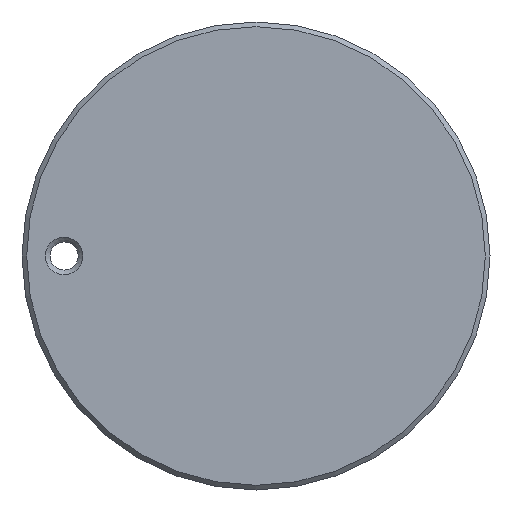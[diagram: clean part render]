
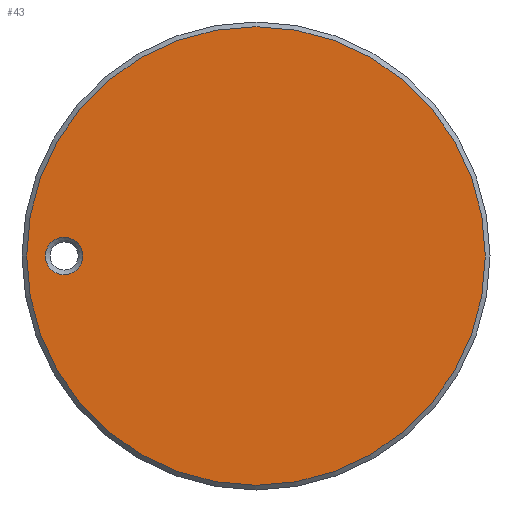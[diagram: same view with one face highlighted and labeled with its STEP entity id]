
A CAD part, left-side view. The second image highlights one B-rep face of the part: STEP entity #43.
In plain terms, the highlighted planar face has unit normal (-1, 0, 0).
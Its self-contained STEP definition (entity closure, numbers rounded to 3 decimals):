
#43=ADVANCED_FACE('',(#70,#60),#56,.T.);
#56=PLANE('',#180);
#60=FACE_OUTER_BOUND('',#87,.T.);
#70=FACE_BOUND('',#86,.T.);
#86=EDGE_LOOP('',(#112));
#87=EDGE_LOOP('',(#113));
#112=ORIENTED_EDGE('',*,*,#151,.T.);
#113=ORIENTED_EDGE('',*,*,#152,.F.);
#138=VERTEX_POINT('',#260);
#139=VERTEX_POINT('',#262);
#151=EDGE_CURVE('',#138,#138,#164,.T.);
#152=EDGE_CURVE('',#139,#139,#165,.T.);
#164=CIRCLE('',#178,4.);
#165=CIRCLE('',#179,49.);
#178=AXIS2_PLACEMENT_3D('',#259,#206,#207);
#179=AXIS2_PLACEMENT_3D('',#261,#208,#209);
#180=AXIS2_PLACEMENT_3D('',#263,#210,#211);
#206=DIRECTION('',(1.,0.,0.));
#207=DIRECTION('',(0.,0.,1.));
#208=DIRECTION('',(1.,0.,0.));
#209=DIRECTION('',(0.,0.,-1.));
#210=DIRECTION('',(-1.,0.,0.));
#211=DIRECTION('',(0.,0.,1.));
#259=CARTESIAN_POINT('',(263.401,201.,0.));
#260=CARTESIAN_POINT('',(263.401,201.,4.));
#261=CARTESIAN_POINT('',(263.401,160.,0.));
#262=CARTESIAN_POINT('',(263.401,160.,-49.));
#263=CARTESIAN_POINT('',(263.401,201.,0.));
